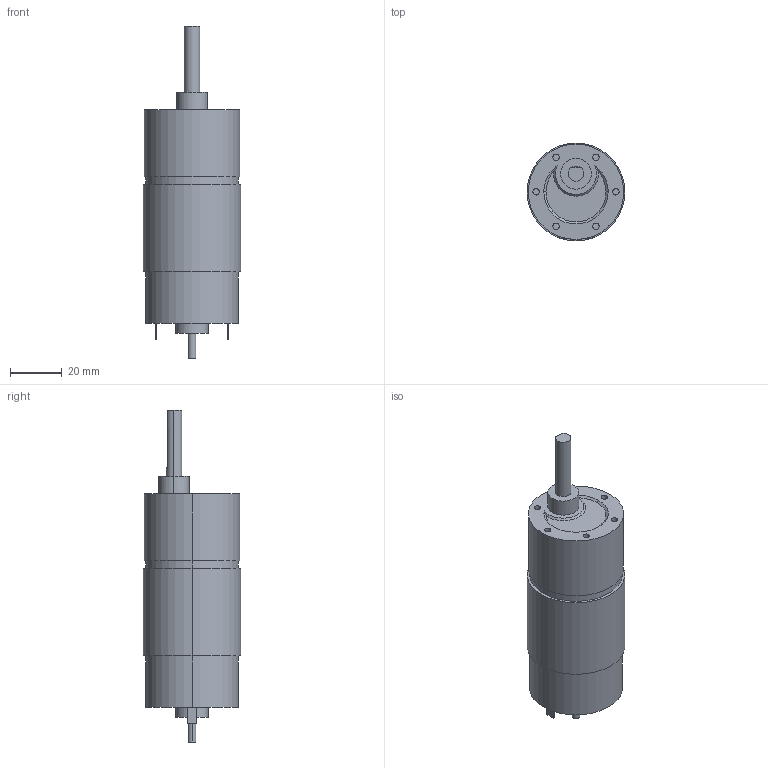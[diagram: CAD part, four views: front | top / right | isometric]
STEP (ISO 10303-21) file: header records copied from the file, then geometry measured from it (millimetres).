
FILE_DESCRIPTION (( 'STEP AP214' ), '1' );
FILE_NAME ('am-2964a_ne NeveRest 40 No Encoder.STEP', '2017-10-17T15:55:27', ( '' ), ( '' ), 'SwSTEP 2.0', 'SolidWorks 2017', '' );
FILE_SCHEMA (( 'AUTOMOTIVE_DESIGN' ));
Length unit declared in the file: millimetre
Products named in the file (1): am-2964a_ne NeveRest 40 No Encoder
Bounding box: 38 x 38 x 128.95 mm (x, y, z)
Volume: 91681.8 mm3; surface area: 13344.2 mm2
Topology: 1 solids, 1 shells, 62 faces, 132 edges, 88 vertices
Faces by surface type: cylinder 28, plane 28, cone 6
Entity records: 2382 total; most frequent: DIRECTION 326, CARTESIAN_POINT 291, ORIENTED_EDGE 264, AXIS2_PLACEMENT_3D 133, EDGE_CURVE 132, VERTEX_POINT 88, EDGE_LOOP 78, CIRCLE 70
